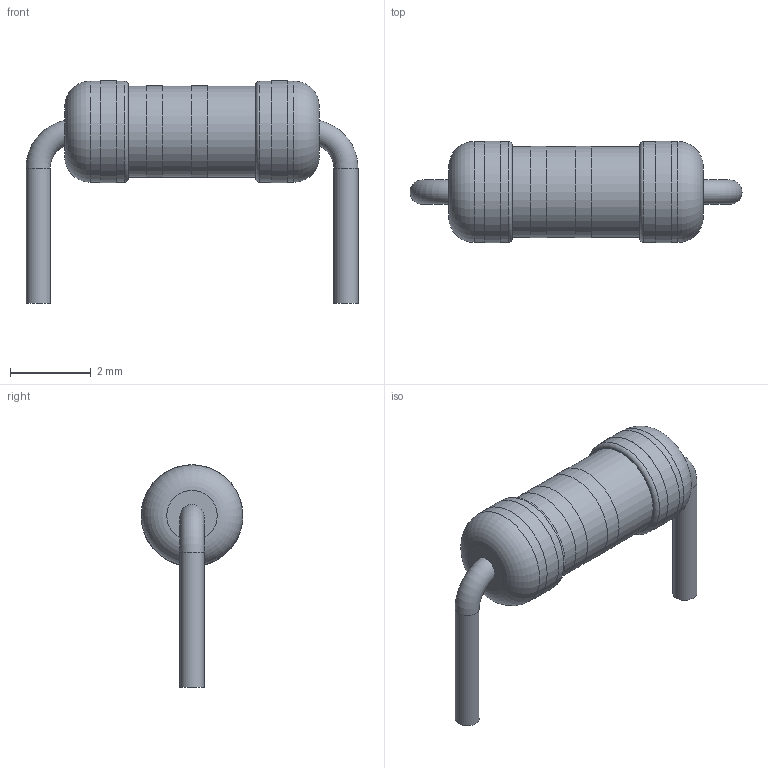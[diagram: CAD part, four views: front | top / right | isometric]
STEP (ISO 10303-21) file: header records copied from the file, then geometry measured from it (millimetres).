
FILE_DESCRIPTION(('FreeCAD Model'),'2;1');
FILE_NAME('R_Axial_DIN0207_L6.3mm_D2.5mm_P7.62mm_Horizontal_330E.step' ,'2020-09-22T18:34:19',('kicad StepUp'),('ksu MCAD'), 'Open CASCADE STEP processor 7.4','FreeCAD','Unknown');
FILE_SCHEMA(('AUTOMOTIVE_DESIGN { 1 0 10303 214 1 1 1 1 }'));
Length unit declared in the file: millimetre
Products named in the file (1): R_Axial_DIN0207_L6.3mm_D2.5mm_P7.62mm_Horizontal_330E
Bounding box: 8.22 x 2.52 x 5.51 mm (x, y, z)
Volume: 29.9 mm3; surface area: 97 mm2
Topology: 5 solids, 5 shells, 33 faces, 51 edges, 32 vertices
Faces by surface type: plane 14, cylinder 13, torus 6
Full cylindrical faces by diameter (mm): 0.6 x2, 2.163 x2, 2.25 x1, 2.263 x2, 2.423 x2, 2.5 x2, 2.523 x2
Entity records: 1383 total; most frequent: CARTESIAN_POINT 449, DIRECTION 153, ORIENTED_EDGE 102, AXIS2_PLACEMENT_3D 70, EDGE_CURVE 51, FACE_BOUND 45, EDGE_LOOP 45, PRESENTATION_STYLE_ASSIGNMENT 38
